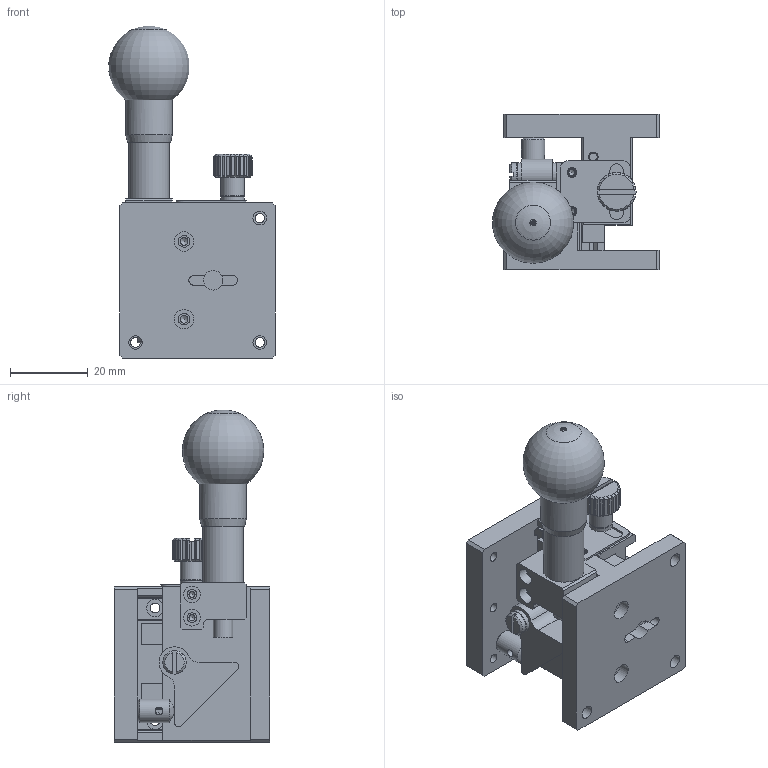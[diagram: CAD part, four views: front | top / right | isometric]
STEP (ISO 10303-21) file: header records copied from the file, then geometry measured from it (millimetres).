
FILE_DESCRIPTION (( 'STEP AP203' ), '1' );
FILE_NAME ('528865.STEP', '2024-10-17T01:57:40', ( 'Windows User' ), ( 'P R C' ), 'SwSTEP 2.0', 'SolidWorks 2020', '' );
FILE_SCHEMA (( 'CONFIG_CONTROL_DESIGN' ));
Length unit declared in the file: millimetre
Products named in the file (1): 528865
Bounding box: 42.9 x 40 x 85.47 mm (x, y, z)
Volume: 35837 mm3; surface area: 23079.6 mm2
Topology: 3 solids, 4 shells, 1702 faces, 3682 edges, 2024 vertices
Faces by surface type: bspline 961, cylinder 379, plane 235, cone 126, torus 1
Full cylindrical faces by diameter (mm): 1.567 x8, 2 x1, 2.013 x7, 2.459 x14, 2.5 x8, 3 x5, 3.5 x7, 4.3 x2, 4.4 x8, 5 x6, 5.96 x2, 6 x6, 9 x1, 9.5 x1, 10.5 x1, 12.034 x1
Entity records: 73711 total; most frequent: CARTESIAN_POINT 48679, ORIENTED_EDGE 7072, EDGE_CURVE 3536, DIRECTION 2807, VERTEX_POINT 1991, EDGE_LOOP 1897, FACE_OUTER_BOUND 1780, ADVANCED_FACE 1702
